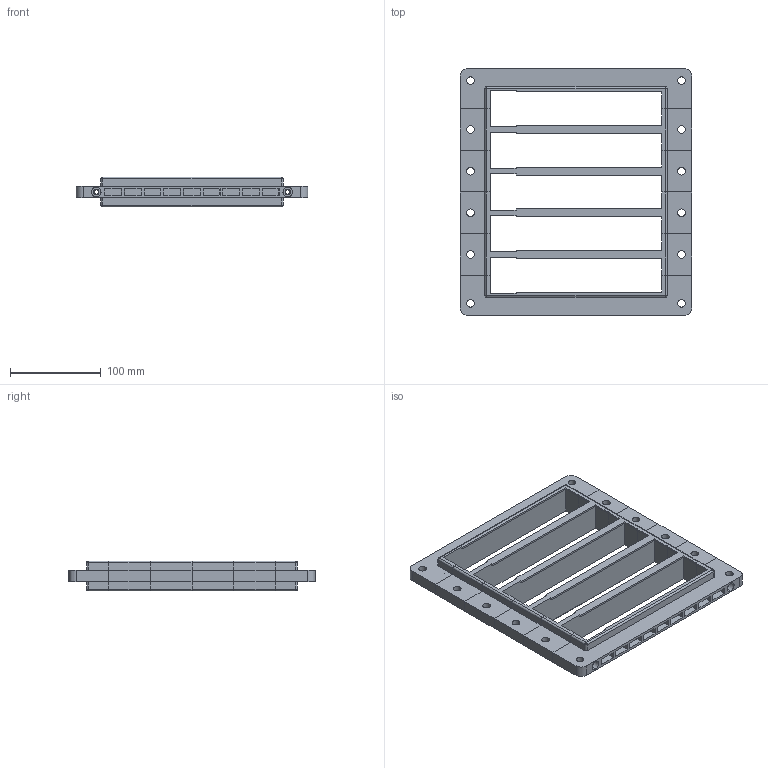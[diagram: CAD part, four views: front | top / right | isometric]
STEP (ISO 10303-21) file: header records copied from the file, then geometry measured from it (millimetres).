
FILE_DESCRIPTION(/* description */ (''),/* implementation_level */ '2;1');
FILE_NAME(/* name */ 'RFCS_80.stp',/* time_stamp */ '2020-12-29T15:41:42+05:00',/* author */ (''),/* organization */ (''),/* preprocessor_version */ 'ST-DEVELOPER v16',/* originating_system */ 'SIEMENS PLM Software NX 10.0',/* authorisation */ '');
FILE_SCHEMA (('AP203_CONFIGURATION_CONTROLLED_3D_DESIGN_OF_MECHANICAL_PARTS_AND_ASSEMBLIES_MIM_LF { 1 0 10303 403 2 1 2}'));
Length unit declared in the file: millimetre
Products named in the file (1): Gurp33D020843d15
Bounding box: 256 x 272 x 33 mm (x, y, z)
Volume: 488699.5 mm3; surface area: 218526.8 mm2
Topology: 6 solids, 6 shells, 421 faces, 1100 edges, 732 vertices
Faces by surface type: plane 315, cylinder 98, sphere 8
Full cylindrical faces by diameter (mm): 6 x18, 6.2 x2, 7 x8, 8.5 x8
Entity records: 12630 total; most frequent: CARTESIAN_POINT 2198, ORIENTED_EDGE 2084, DIRECTION 2066, EDGE_CURVE 1042, LINE 846, VECTOR 846, VERTEX_POINT 710, AXIS2_PLACEMENT_3D 610
